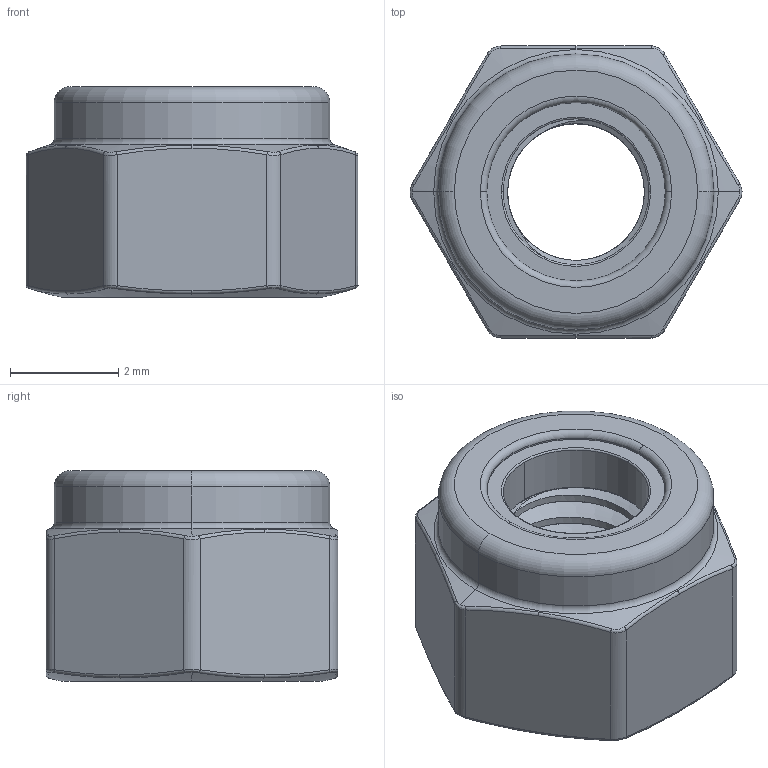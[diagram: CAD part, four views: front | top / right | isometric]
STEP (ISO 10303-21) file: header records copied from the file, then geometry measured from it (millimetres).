
FILE_DESCRIPTION (( 'STEP AP203' ), '1' );
FILE_NAME ('M3 Nyloc Nut.STEP', '2024-10-28T17:09:06', ( '' ), ( '' ), 'SwSTEP 2.0', 'SolidWorks 2023', '' );
FILE_SCHEMA (( 'CONFIG_CONTROL_DESIGN' ));
Length unit declared in the file: millimetre
Products named in the file (1): M3 Nyloc Nut
Bounding box: 6.14 x 5.4 x 3.9 mm (x, y, z)
Volume: 68.8 mm3; surface area: 175.2 mm2
Topology: 2 solids, 2 shells, 105 faces, 270 edges, 170 vertices
Faces by surface type: cylinder 42, torus 34, bspline 14, plane 11, sphere 4
Entity records: 4871 total; most frequent: CARTESIAN_POINT 2400, ORIENTED_EDGE 540, DIRECTION 458, EDGE_CURVE 270, AXIS2_PLACEMENT_3D 206, VERTEX_POINT 170, CIRCLE 114, B_SPLINE_CURVE_WITH_KNOTS 110
